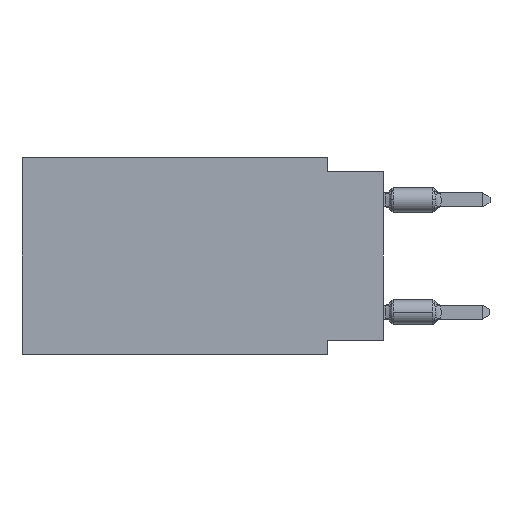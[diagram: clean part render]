
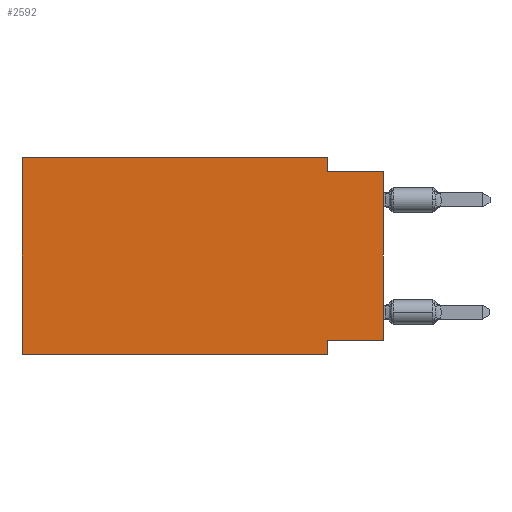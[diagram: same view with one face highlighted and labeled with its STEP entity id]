
A CAD part, left-side view. The second image highlights one B-rep face of the part: STEP entity #2592.
In plain terms, the highlighted planar face has unit normal (-1, 0, 0).
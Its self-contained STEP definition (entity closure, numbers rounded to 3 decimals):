
#570 = DIRECTION ( 'NONE',  ( 0., -1., 0. ) ) ;
#1015 = VERTEX_POINT ( 'NONE', #12496 ) ;
#1021 = EDGE_CURVE ( 'NONE', #6309, #12661, #16876, .T. ) ;
#1030 = CARTESIAN_POINT ( 'NONE',  ( 0., 0., 0. ) ) ;
#1204 = ORIENTED_EDGE ( 'NONE', *, *, #2255, .F. ) ;
#1550 = VECTOR ( 'NONE', #5314, 1000. ) ;
#1990 = VECTOR ( 'NONE', #8013, 1000. ) ;
#2255 = EDGE_CURVE ( 'NONE', #18270, #6309, #16117, .T. ) ;
#2592 = ADVANCED_FACE ( 'NONE', ( #2939 ), #8634, .F. ) ;
#2939 = FACE_OUTER_BOUND ( 'NONE', #5865, .T. ) ;
#3539 = CARTESIAN_POINT ( 'NONE',  ( 0., 16.383, -8.89 ) ) ;
#4211 = CARTESIAN_POINT ( 'NONE',  ( 0., 0., -8.255 ) ) ;
#4516 = EDGE_CURVE ( 'NONE', #13401, #1015, #7189, .T. ) ;
#4600 = CARTESIAN_POINT ( 'NONE',  ( 0., 2.54, 0. ) ) ;
#4829 = ORIENTED_EDGE ( 'NONE', *, *, #14126, .F. ) ;
#4851 = VERTEX_POINT ( 'NONE', #13543 ) ;
#5144 = VECTOR ( 'NONE', #11838, 1000. ) ;
#5314 = DIRECTION ( 'NONE',  ( 0., 0., 1. ) ) ;
#5515 = VECTOR ( 'NONE', #10458, 1000. ) ;
#5613 = AXIS2_PLACEMENT_3D ( 'NONE', #14335, #7234, #6203 ) ;
#5865 = EDGE_LOOP ( 'NONE', ( #10498, #4829, #13043, #12199, #1204, #10975, #12118, #16126 ) ) ;
#6080 = LINE ( 'NONE', #11591, #8621 ) ;
#6142 = CARTESIAN_POINT ( 'NONE',  ( 0., 0., -0.635 ) ) ;
#6203 = DIRECTION ( 'NONE',  ( 0., 0., -1. ) ) ;
#6309 = VERTEX_POINT ( 'NONE', #9211 ) ;
#6629 = VECTOR ( 'NONE', #10279, 1000. ) ;
#7189 = LINE ( 'NONE', #4211, #11301 ) ;
#7234 = DIRECTION ( 'NONE',  ( 1., 0., 0. ) ) ;
#8013 = DIRECTION ( 'NONE',  ( 0., -1., 0. ) ) ;
#8414 = DIRECTION ( 'NONE',  ( 0., 1., 0. ) ) ;
#8621 = VECTOR ( 'NONE', #570, 1000. ) ;
#8634 = PLANE ( 'NONE',  #5613 ) ;
#9211 = CARTESIAN_POINT ( 'NONE',  ( 0., 16.383, 0. ) ) ;
#9398 = EDGE_CURVE ( 'NONE', #12661, #12215, #17387, .T. ) ;
#10279 = DIRECTION ( 'NONE',  ( 0., 0., -1. ) ) ;
#10364 = CARTESIAN_POINT ( 'NONE',  ( 0., 2.54, -8.89 ) ) ;
#10391 = EDGE_CURVE ( 'NONE', #18270, #4851, #6080, .T. ) ;
#10458 = DIRECTION ( 'NONE',  ( 0., 0., -1. ) ) ;
#10498 = ORIENTED_EDGE ( 'NONE', *, *, #13414, .T. ) ;
#10914 = LINE ( 'NONE', #1030, #1550 ) ;
#10975 = ORIENTED_EDGE ( 'NONE', *, *, #10391, .T. ) ;
#11301 = VECTOR ( 'NONE', #8414, 1000. ) ;
#11591 = CARTESIAN_POINT ( 'NONE',  ( 0., 16.383, -8.89 ) ) ;
#11744 = LINE ( 'NONE', #6142, #5144 ) ;
#11838 = DIRECTION ( 'NONE',  ( 0., -1., 0. ) ) ;
#12117 = CARTESIAN_POINT ( 'NONE',  ( 0., 16.383, 0. ) ) ;
#12118 = ORIENTED_EDGE ( 'NONE', *, *, #16472, .F. ) ;
#12199 = ORIENTED_EDGE ( 'NONE', *, *, #1021, .F. ) ;
#12215 = VERTEX_POINT ( 'NONE', #16699 ) ;
#12496 = CARTESIAN_POINT ( 'NONE',  ( 0., 2.54, -8.255 ) ) ;
#12661 = VERTEX_POINT ( 'NONE', #16400 ) ;
#13043 = ORIENTED_EDGE ( 'NONE', *, *, #9398, .F. ) ;
#13055 = VECTOR ( 'NONE', #17804, 1000. ) ;
#13272 = CARTESIAN_POINT ( 'NONE',  ( 0., 0., -0.635 ) ) ;
#13401 = VERTEX_POINT ( 'NONE', #16424 ) ;
#13414 = EDGE_CURVE ( 'NONE', #13401, #16449, #10914, .T. ) ;
#13543 = CARTESIAN_POINT ( 'NONE',  ( 0., 2.54, -8.89 ) ) ;
#14126 = EDGE_CURVE ( 'NONE', #12215, #16449, #11744, .T. ) ;
#14335 = CARTESIAN_POINT ( 'NONE',  ( 0., 16.383, 0. ) ) ;
#15199 = CARTESIAN_POINT ( 'NONE',  ( 0., 16.383, 0. ) ) ;
#15969 = LINE ( 'NONE', #10364, #5515 ) ;
#16117 = LINE ( 'NONE', #12117, #13055 ) ;
#16126 = ORIENTED_EDGE ( 'NONE', *, *, #4516, .F. ) ;
#16400 = CARTESIAN_POINT ( 'NONE',  ( 0., 2.54, 0. ) ) ;
#16424 = CARTESIAN_POINT ( 'NONE',  ( 0., 0., -8.255 ) ) ;
#16449 = VERTEX_POINT ( 'NONE', #13272 ) ;
#16472 = EDGE_CURVE ( 'NONE', #1015, #4851, #15969, .T. ) ;
#16699 = CARTESIAN_POINT ( 'NONE',  ( 0., 2.54, -0.635 ) ) ;
#16876 = LINE ( 'NONE', #15199, #1990 ) ;
#17387 = LINE ( 'NONE', #4600, #6629 ) ;
#17804 = DIRECTION ( 'NONE',  ( 0., 0., 1. ) ) ;
#18270 = VERTEX_POINT ( 'NONE', #3539 ) ;
